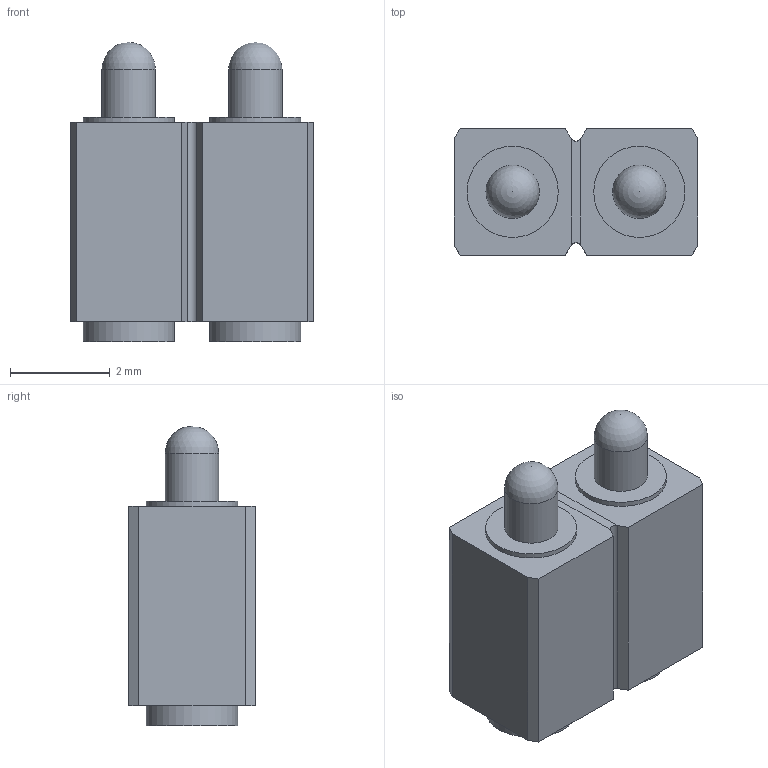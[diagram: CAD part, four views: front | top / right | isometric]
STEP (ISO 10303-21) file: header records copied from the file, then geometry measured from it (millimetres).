
FILE_DESCRIPTION(('FreeCAD Model'),'2;1');
FILE_NAME('811-S1-002-30-014101.step','2020-05-04T14:30:51',( 'Author'),(''),'Open CASCADE STEP processor 7.4','FreeCAD','Unknown' );
FILE_SCHEMA(('AUTOMOTIVE_DESIGN { 1 0 10303 214 1 1 1 1 }'));
Length unit declared in the file: millimetre
Products named in the file (7): 811-S1-NNN-30-XXX101; contact_array; contact; plastic_mid_array; plastic_mid; plastic_array; plastic_body
Assembly tree (8 placements, depth 3):
  811-S1-NNN-30-XXX101
    contact_array
      contact  x2
    plastic_mid_array
      plastic_mid
    plastic_array
      plastic_body  x2
Bounding box: 4.88 x 2.54 x 6 mm (x, y, z)
Volume: 53.8 mm3; surface area: 224.9 mm2
Topology: 5 solids, 5 shells, 38 faces, 82 edges, 54 vertices
Faces by surface type: plane 28, cylinder 8, sphere 2
Full cylindrical faces by diameter (mm): 1.07 x2, 1.83 x4
Entity records: 756 total; most frequent: DIRECTION 119, CARTESIAN_POINT 108, ORIENTED_EDGE 92, EDGE_CURVE 46, AXIS2_PLACEMENT_3D 42, LINE 35, VECTOR 35, VERTEX_POINT 31
